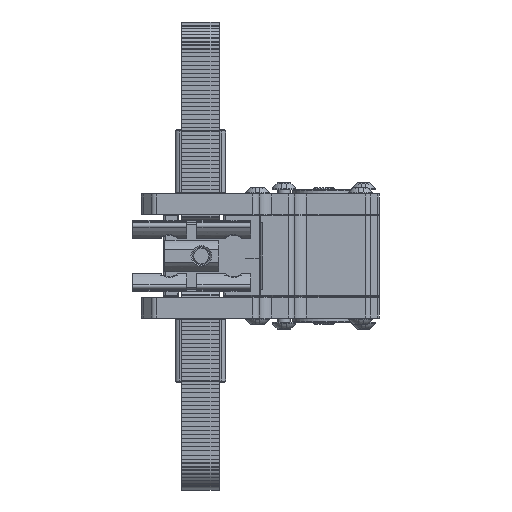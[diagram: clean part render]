
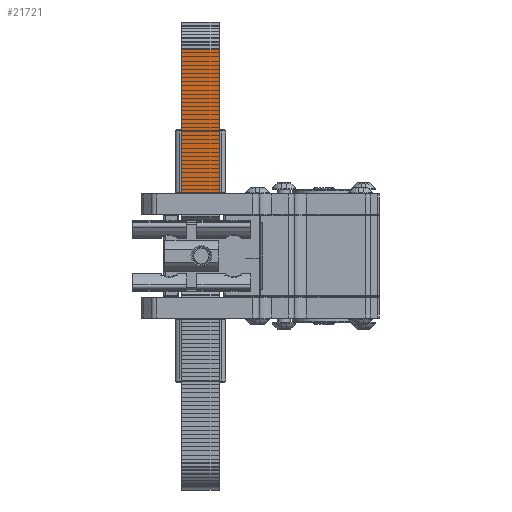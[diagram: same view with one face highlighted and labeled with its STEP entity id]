
A CAD part, left-side view. The second image highlights one B-rep face of the part: STEP entity #21721.
In plain terms, the highlighted face is planar.
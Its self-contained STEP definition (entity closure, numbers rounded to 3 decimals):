
#1133=PLANE('',#23679);
#2232=FACE_OUTER_BOUND('',#3440,.T.);
#3440=EDGE_LOOP('',(#17809,#17810,#17811,#17812));
#5249=LINE('',#36695,#7735);
#5250=LINE('',#36699,#7736);
#5251=LINE('',#36701,#7737);
#5252=LINE('',#36702,#7738);
#7735=VECTOR('',#28196,10.);
#7736=VECTOR('',#28201,10.);
#7737=VECTOR('',#28202,10.);
#7738=VECTOR('',#28203,10.);
#10655=VERTEX_POINT('',#36692);
#10656=VERTEX_POINT('',#36694);
#10657=VERTEX_POINT('',#36698);
#10658=VERTEX_POINT('',#36700);
#13350=EDGE_CURVE('',#10655,#10656,#5249,.T.);
#13352=EDGE_CURVE('',#10657,#10655,#5250,.T.);
#13353=EDGE_CURVE('',#10657,#10658,#5251,.T.);
#13354=EDGE_CURVE('',#10658,#10656,#5252,.T.);
#17809=ORIENTED_EDGE('',*,*,#13352,.F.);
#17810=ORIENTED_EDGE('',*,*,#13353,.T.);
#17811=ORIENTED_EDGE('',*,*,#13354,.T.);
#17812=ORIENTED_EDGE('',*,*,#13350,.F.);
#21721=ADVANCED_FACE('',(#2232),#1133,.F.);
#23679=AXIS2_PLACEMENT_3D('',#36697,#28199,#28200);
#28196=DIRECTION('',(0.,1.,0.));
#28199=DIRECTION('center_axis',(-1.,0.,0.));
#28200=DIRECTION('ref_axis',(0.,0.,
1.));
#28201=DIRECTION('',(0.,0.,1.));
#28202=DIRECTION('',(0.,1.,0.));
#28203=DIRECTION('',(0.,0.,1.));
#36692=CARTESIAN_POINT('',(185.,-210.5,-10.));
#36694=CARTESIAN_POINT('',(185.,-201.5,-10.));
#36695=CARTESIAN_POINT('',(185.,-210.5,-10.));
#36697=CARTESIAN_POINT('Origin',(185.,-210.5,-49.791));
#36698=CARTESIAN_POINT('',(185.,-210.5,-49.791));
#36699=CARTESIAN_POINT('',(185.,-210.5,-49.791));
#36700=CARTESIAN_POINT('',(185.,-201.5,-49.791));
#36701=CARTESIAN_POINT('',(185.,-210.5,-49.791));
#36702=CARTESIAN_POINT('',(185.,-201.5,-49.791));
